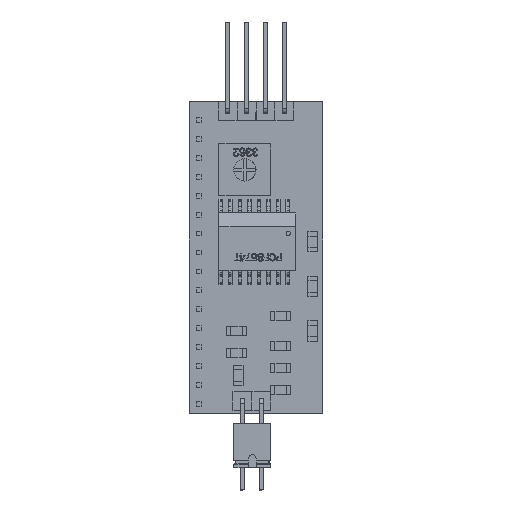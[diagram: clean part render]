
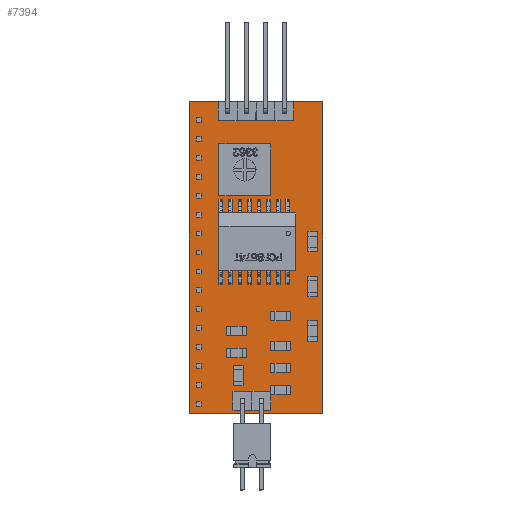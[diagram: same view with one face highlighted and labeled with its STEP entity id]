
A CAD part, top view. The second image highlights one B-rep face of the part: STEP entity #7394.
In plain terms, the highlighted planar face has unit normal (0, 0, 1).
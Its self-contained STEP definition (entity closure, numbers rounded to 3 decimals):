
#1231=FACE_OUTER_BOUND('',#1644,.T.);
#1644=EDGE_LOOP('',(#6793,#6794,#6795,#6796));
#2299=LINE('',#14111,#2962);
#2302=LINE('',#14117,#2965);
#2305=LINE('',#14123,#2968);
#2308=LINE('',#14127,#2971);
#2962=VECTOR('',#9024,10.);
#2965=VECTOR('',#9029,10.);
#2968=VECTOR('',#9034,10.);
#2971=VECTOR('',#9039,10.);
#3660=VERTEX_POINT('',#14108);
#3661=VERTEX_POINT('',#14110);
#3663=VERTEX_POINT('',#14116);
#3665=VERTEX_POINT('',#14122);
#4701=EDGE_CURVE('',#3661,#3660,#2299,.T.);
#4704=EDGE_CURVE('',#3663,#3661,#2302,.T.);
#4707=EDGE_CURVE('',#3665,#3663,#2305,.T.);
#4710=EDGE_CURVE('',#3660,#3665,#2308,.T.);
#6793=ORIENTED_EDGE('',*,*,#4710,.T.);
#6794=ORIENTED_EDGE('',*,*,#4707,.T.);
#6795=ORIENTED_EDGE('',*,*,#4704,.T.);
#6796=ORIENTED_EDGE('',*,*,#4701,.T.);
#7003=PLANE('',#7762);
#7394=ADVANCED_FACE('',(#1231),#7003,.T.);
#7762=AXIS2_PLACEMENT_3D('',#14128,#9040,#9041);
#9024=DIRECTION('',(-1.,0.,0.));
#9029=DIRECTION('',(0.,1.,0.));
#9034=DIRECTION('',(1.,0.,0.));
#9039=DIRECTION('',(0.,-1.,0.));
#9040=DIRECTION('center_axis',(0.,0.,1.));
#9041=DIRECTION('ref_axis',(1.,0.,0.));
#14108=CARTESIAN_POINT('',(0.,42.,1.65));
#14110=CARTESIAN_POINT('',(18.,42.,1.65));
#14111=CARTESIAN_POINT('',(18.,42.,1.65));
#14116=CARTESIAN_POINT('',(18.,0.,1.65));
#14117=CARTESIAN_POINT('',(18.,0.,1.65));
#14122=CARTESIAN_POINT('',(0.,0.,1.65));
#14123=CARTESIAN_POINT('',(0.,0.,1.65));
#14127=CARTESIAN_POINT('',(0.,42.,1.65));
#14128=CARTESIAN_POINT('Origin',(9.,21.,1.65));
